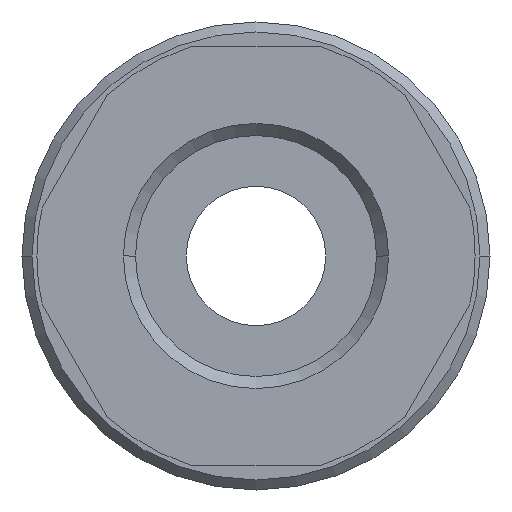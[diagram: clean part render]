
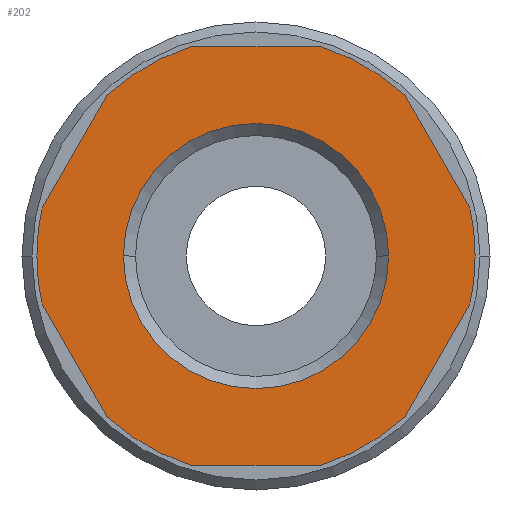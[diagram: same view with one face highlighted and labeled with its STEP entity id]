
A CAD part, front view. The second image highlights one B-rep face of the part: STEP entity #202.
In plain terms, the highlighted planar face has unit normal (0, -1, 0).
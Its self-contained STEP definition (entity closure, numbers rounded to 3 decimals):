
#202=ADVANCED_FACE('',(#468,#469),#470,.T.);
#468=FACE_BOUND('',#793,.T.);
#469=FACE_OUTER_BOUND('',#794,.T.);
#470=PLANE('',#795);
#793=EDGE_LOOP('',(#1314,#1315));
#794=EDGE_LOOP('',(#1316,#1317,#1318,#1319,#1320,#1321,#1322,#1323,#1324,#1325,#1326,#1327,#1328,#1329));
#795=AXIS2_PLACEMENT_3D('',#1330,#1331,#1332);
#1314=ORIENTED_EDGE('',*,*,#1964,.T.);
#1315=ORIENTED_EDGE('',*,*,#2025,.T.);
#1316=ORIENTED_EDGE('',*,*,#2026,.T.);
#1317=ORIENTED_EDGE('',*,*,#2027,.F.);
#1318=ORIENTED_EDGE('',*,*,#1907,.T.);
#1319=ORIENTED_EDGE('',*,*,#2028,.F.);
#1320=ORIENTED_EDGE('',*,*,#2029,.T.);
#1321=ORIENTED_EDGE('',*,*,#1868,.F.);
#1322=ORIENTED_EDGE('',*,*,#2030,.F.);
#1323=ORIENTED_EDGE('',*,*,#2031,.T.);
#1324=ORIENTED_EDGE('',*,*,#2032,.F.);
#1325=ORIENTED_EDGE('',*,*,#2033,.T.);
#1326=ORIENTED_EDGE('',*,*,#2010,.F.);
#1327=ORIENTED_EDGE('',*,*,#2034,.T.);
#1328=ORIENTED_EDGE('',*,*,#2035,.F.);
#1329=ORIENTED_EDGE('',*,*,#2036,.F.);
#1330=CARTESIAN_POINT('',(5.5,0.0,0.0));
#1331=DIRECTION('',(-0.0,-1.0,-0.0));
#1332=DIRECTION('',(-1.0,0.0,0.0));
#1868=EDGE_CURVE('',#2209,#2212,#2213,.T.);
#1907=EDGE_CURVE('',#2280,#2277,#2281,.T.);
#1964=EDGE_CURVE('',#2372,#2370,#2373,.T.);
#2010=EDGE_CURVE('',#2443,#2441,#2445,.T.);
#2025=EDGE_CURVE('',#2370,#2372,#2461,.T.);
#2026=EDGE_CURVE('',#2462,#2463,#2464,.T.);
#2027=EDGE_CURVE('',#2280,#2463,#2465,.T.);
#2028=EDGE_CURVE('',#2466,#2277,#2467,.T.);
#2029=EDGE_CURVE('',#2466,#2212,#2468,.T.);
#2030=EDGE_CURVE('',#2469,#2209,#2470,.T.);
#2031=EDGE_CURVE('',#2469,#2471,#2472,.T.);
#2032=EDGE_CURVE('',#2473,#2471,#2474,.T.);
#2033=EDGE_CURVE('',#2473,#2441,#2475,.T.);
#2034=EDGE_CURVE('',#2443,#2476,#2477,.T.);
#2035=EDGE_CURVE('',#2478,#2476,#2479,.T.);
#2036=EDGE_CURVE('',#2462,#2478,#2480,.T.);
#2209=VERTEX_POINT('',#2667);
#2212=VERTEX_POINT('',#2671);
#2213=CIRCLE('',#2672,11.0);
#2277=VERTEX_POINT('',#2802);
#2280=VERTEX_POINT('',#2806);
#2281=LINE('',#2807,#2808);
#2370=VERTEX_POINT('',#3034);
#2372=VERTEX_POINT('',#3037);
#2373=CIRCLE('',#3038,6.655);
#2441=VERTEX_POINT('',#3138);
#2443=VERTEX_POINT('',#3141);
#2445=CIRCLE('',#3144,11.0);
#2461=CIRCLE('',#3199,6.655);
#2462=VERTEX_POINT('',#3200);
#2463=VERTEX_POINT('',#3201);
#2464=LINE('',#3202,#3203);
#2465=CIRCLE('',#3204,11.0);
#2466=VERTEX_POINT('',#3205);
#2467=CIRCLE('',#3206,11.0);
#2468=LINE('',#3207,#3208);
#2469=VERTEX_POINT('',#3209);
#2470=CIRCLE('',#3210,11.0);
#2471=VERTEX_POINT('',#3211);
#2472=LINE('',#3212,#3213);
#2473=VERTEX_POINT('',#3214);
#2474=CIRCLE('',#3215,11.0);
#2475=LINE('',#3216,#3217);
#2476=VERTEX_POINT('',#3218);
#2477=LINE('',#3219,#3220);
#2478=VERTEX_POINT('',#3221);
#2479=CIRCLE('',#3222,11.0);
#2480=CIRCLE('',#3223,11.0);
#2667=CARTESIAN_POINT('',(11.0,0.0,0.));
#2671=CARTESIAN_POINT('',(10.733,0.0,-2.411));
#2672=AXIS2_PLACEMENT_3D('',#3473,#3474,#3475);
#2802=CARTESIAN_POINT('',(3.279,0.0,-10.5));
#2806=CARTESIAN_POINT('',(-3.279,0.0,-10.5));
#2807=CARTESIAN_POINT('',(2.75,0.0,-10.5));
#2808=VECTOR('',#3527,1.0);
#3034=CARTESIAN_POINT('',(6.655,0.0,0.));
#3037=CARTESIAN_POINT('',(-6.655,0.0,0.));
#3038=AXIS2_PLACEMENT_3D('',#3593,#3594,#3595);
#3138=CARTESIAN_POINT('',(-3.279,0.0,10.5));
#3141=CARTESIAN_POINT('',(-7.454,0.0,8.089));
#3144=AXIS2_PLACEMENT_3D('',#3680,#3681,#3682);
#3199=AXIS2_PLACEMENT_3D('',#3689,#3690,#3691);
#3200=CARTESIAN_POINT('',(-10.733,0.0,-2.411));
#3201=CARTESIAN_POINT('',(-7.454,0.0,-8.089));
#3202=CARTESIAN_POINT('',(-8.406,0.0,-6.441));
#3203=VECTOR('',#3692,1.0);
#3204=AXIS2_PLACEMENT_3D('',#3693,#3694,#3695);
#3205=CARTESIAN_POINT('',(7.454,0.0,-8.089));
#3206=AXIS2_PLACEMENT_3D('',#3696,#3697,#3698);
#3207=CARTESIAN_POINT('',(9.781,0.0,-4.059));
#3208=VECTOR('',#3699,1.0);
#3209=CARTESIAN_POINT('',(10.733,0.0,2.411));
#3210=AXIS2_PLACEMENT_3D('',#3700,#3701,#3702);
#3211=CARTESIAN_POINT('',(7.454,0.0,8.089));
#3212=CARTESIAN_POINT('',(9.781,0.0,4.059));
#3213=VECTOR('',#3703,1.0);
#3214=CARTESIAN_POINT('',(3.279,0.0,10.5));
#3215=AXIS2_PLACEMENT_3D('',#3704,#3705,#3706);
#3216=CARTESIAN_POINT('',(2.75,0.0,10.5));
#3217=VECTOR('',#3707,1.0);
#3218=CARTESIAN_POINT('',(-10.733,0.0,2.411));
#3219=CARTESIAN_POINT('',(-8.406,0.0,6.441));
#3220=VECTOR('',#3708,1.0);
#3221=CARTESIAN_POINT('',(-11.0,0.0,0.));
#3222=AXIS2_PLACEMENT_3D('',#3709,#3710,#3711);
#3223=AXIS2_PLACEMENT_3D('',#3712,#3713,#3714);
#3473=CARTESIAN_POINT('',(0.0,0.0,0.0));
#3474=DIRECTION('',(-0.0,1.0,0.0));
#3475=DIRECTION('',(1.0,0.0,0.0));
#3527=DIRECTION('',(1.0,-0.0,0.0));
#3593=CARTESIAN_POINT('',(0.0,0.0,0.0));
#3594=DIRECTION('',(-0.0,1.0,0.0));
#3595=DIRECTION('',(1.0,0.0,0.0));
#3680=CARTESIAN_POINT('',(0.0,0.0,0.0));
#3681=DIRECTION('',(-0.0,1.0,0.0));
#3682=DIRECTION('',(1.0,0.0,0.0));
#3689=CARTESIAN_POINT('',(0.0,0.0,0.0));
#3690=DIRECTION('',(-0.0,1.0,0.0));
#3691=DIRECTION('',(1.0,0.0,0.0));
#3692=DIRECTION('',(0.5,0.0,-0.866));
#3693=CARTESIAN_POINT('',(0.0,0.0,0.0));
#3694=DIRECTION('',(-0.0,1.0,0.0));
#3695=DIRECTION('',(1.0,0.0,0.0));
#3696=CARTESIAN_POINT('',(0.0,0.0,0.0));
#3697=DIRECTION('',(-0.0,1.0,0.0));
#3698=DIRECTION('',(1.0,0.0,0.0));
#3699=DIRECTION('',(0.5,-0.0,0.866));
#3700=CARTESIAN_POINT('',(0.0,0.0,0.0));
#3701=DIRECTION('',(-0.0,1.0,0.0));
#3702=DIRECTION('',(1.0,0.0,0.0));
#3703=DIRECTION('',(-0.5,0.0,0.866));
#3704=CARTESIAN_POINT('',(0.0,0.0,0.0));
#3705=DIRECTION('',(-0.0,1.0,0.0));
#3706=DIRECTION('',(1.0,0.0,0.0));
#3707=DIRECTION('',(-1.0,0.0,0.));
#3708=DIRECTION('',(-0.5,0.0,-0.866));
#3709=CARTESIAN_POINT('',(0.0,0.0,0.0));
#3710=DIRECTION('',(-0.0,1.0,0.0));
#3711=DIRECTION('',(1.0,0.0,0.0));
#3712=CARTESIAN_POINT('',(0.0,0.0,0.0));
#3713=DIRECTION('',(-0.0,1.0,0.0));
#3714=DIRECTION('',(1.0,0.0,0.0));
